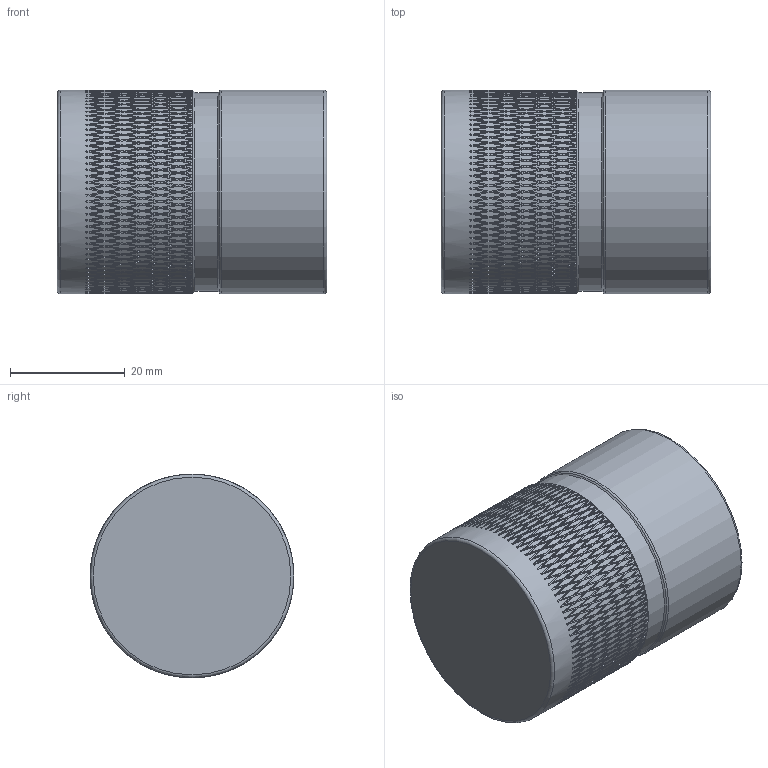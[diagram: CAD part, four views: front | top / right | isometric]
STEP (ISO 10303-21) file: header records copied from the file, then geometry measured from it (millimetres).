
FILE_DESCRIPTION(/* description */ (''),/* implementation_level */ '2;1');
FILE_NAME(/* name */ 'TrustLink MS OL Hybrid F Dust Cap.stp',/* time_stamp */ '2024-01-04T14:28:30+01:00',/* author */ ('sh'),/* organization */ (''),/* preprocessor_version */ 'ST-DEVELOPER v19.2',/* originating_system */ 'Autodesk Inventor 2023',/* authorisation */ '');
FILE_SCHEMA (('AUTOMOTIVE_DESIGN { 1 0 10303 214 3 1 1 }'));
Products named in the file (1): Part4
Bounding box: 47 x 35.5 x 35.5 mm (x, y, z)
Volume: 16294.5 mm3; surface area: 12096.7 mm2
Topology: 1 solids, 1 shells, 3532 faces, 9382 edges, 6254 vertices
Faces by surface type: bspline 3102, cylinder 418, plane 6, torus 4, cone 2
Full cylindrical faces by diameter (mm): 16 x1, 30.2 x3, 31.2 x3, 31.3 x1, 31.4 x1, 34.7 x1, 35.3 x1, 35.5 x3
Entity records: 256908 total; most frequent: CARTESIAN_POINT 191765, ORIENTED_EDGE 18764, EDGE_CURVE 9382, B_SPLINE_CURVE_WITH_KNOTS 8629, VERTEX_POINT 6254, EDGE_LOOP 3934, STYLED_ITEM 3533, FACE_OUTER_BOUND 3532
